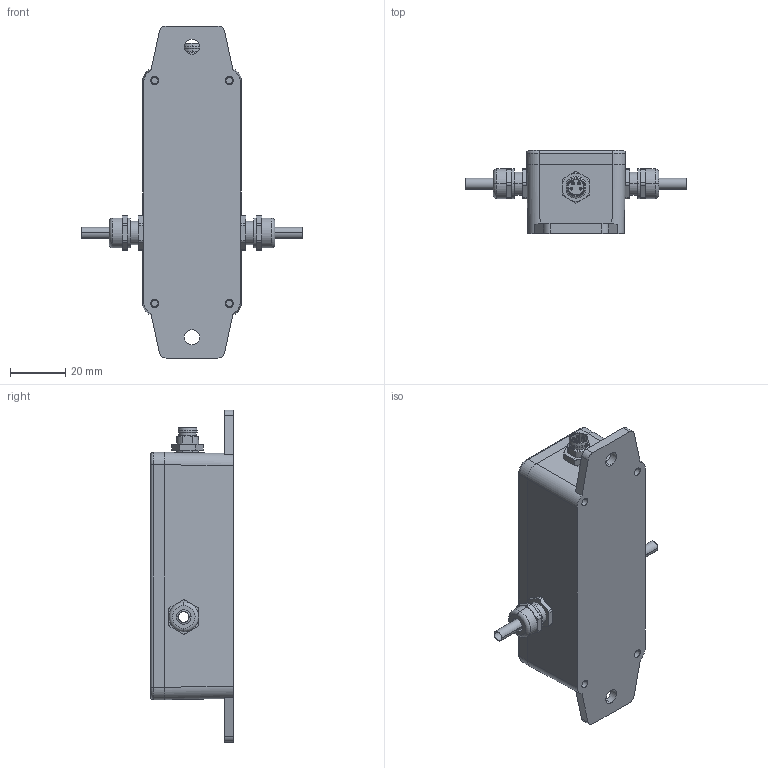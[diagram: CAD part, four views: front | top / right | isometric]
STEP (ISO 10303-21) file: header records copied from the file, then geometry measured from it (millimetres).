
FILE_DESCRIPTION((''),'2;1');
FILE_NAME('002-039-3446-0A','2021-12-21T07:51:04',('i02801154'),(''),'CREO PARAMETRIC BY PTC INC, 2019471','CREO PARAMETRIC BY PTC INC, 2019471','');
FILE_SCHEMA(('AUTOMOTIVE_DESIGN { 1 0 10303 214 1 1 1 1 }'));
Length unit declared in the file: millimetre
Products named in the file (1): 002-039-3446-0A
Bounding box: 80 x 30 x 120.37 mm (x, y, z)
Volume: 44994.6 mm3; surface area: 32608.5 mm2
Topology: 2 solids, 9 shells, 869 faces, 2306 edges, 1492 vertices
Faces by surface type: plane 453, cylinder 265, cone 90, torus 33, sphere 16, bspline 12
Entity records: 37677 total; most frequent: CARTESIAN_POINT 8815, ORIENTED_EDGE 4548, DIRECTION 4345, EDGE_CURVE 2290, PRESENTATION_STYLE_ASSIGNMENT 1610, AXIS2_PLACEMENT_3D 1502, VERTEX_POINT 1492, STYLED_ITEM 1432
